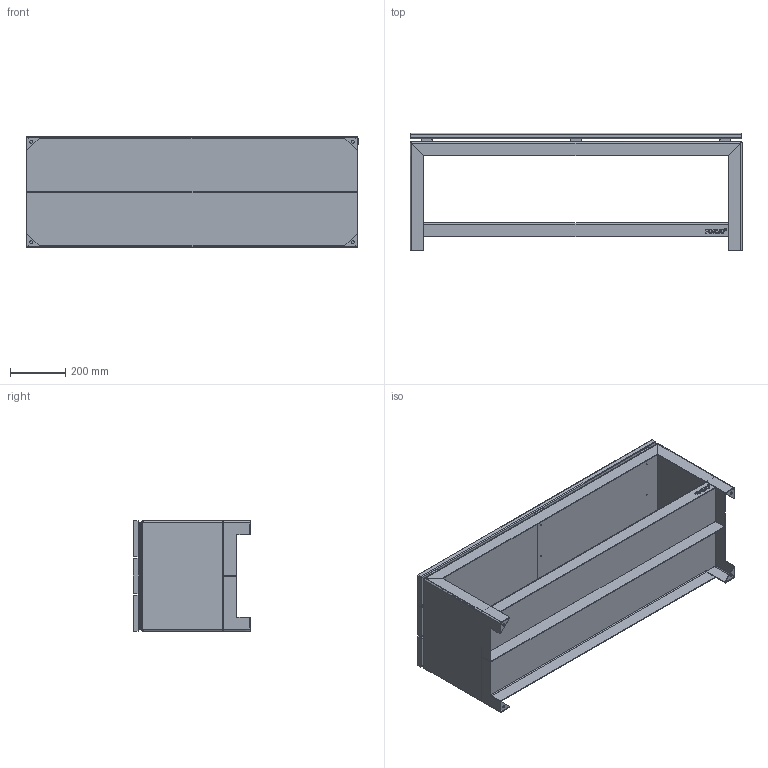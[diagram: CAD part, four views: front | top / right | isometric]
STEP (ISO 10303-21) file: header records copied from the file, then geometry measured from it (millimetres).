
FILE_DESCRIPTION (( 'STEP AP203' ), '1' );
FILE_NAME ('BHS2.2H_BHG2.2H.STEP', '2022-03-23T11:27:17', ( '' ), ( '' ), 'SwSTEP 2.0', 'SolidWorks 2021', '' );
FILE_SCHEMA (( 'CONFIG_CONTROL_DESIGN' ));
Length unit declared in the file: millimetre
Products named in the file (11): bottomplate BHS2.2H-BHG2.2H; BHS2.2H & BHG2.2H-base.; strip bottomplate BHS2.2H-BHG2.2H; reinforcement leg BHS2.2H-BHG2.2H; BHS2.2H & BHG2.2H-Wood; BHS2.2H & BHG2.2H; wooden couple beam; side BHS2.2H-BHG2.2H; topplate BHS2.2H-BHG2.2H; wooden beam; BHS2.2H_BHG2.2H
Assembly tree (18 placements, depth 4):
  BHS2.2H_BHG2.2H
    BHS2.2H & BHG2.2H
      BHS2.2H & BHG2.2H-Wood
        wooden beam  x3
        wooden couple beam  x3
      BHS2.2H & BHG2.2H-base.
        side BHS2.2H-BHG2.2H  x2
        bottomplate BHS2.2H-BHG2.2H
        strip bottomplate BHS2.2H-BHG2.2H
        topplate BHS2.2H-BHG2.2H
        reinforcement leg BHS2.2H-BHG2.2H  x4
Bounding box: 1200 x 424 x 400 mm (x, y, z)
Volume: 14485882.1 mm3; surface area: 4362116.5 mm2
Topology: 15 solids, 15 shells, 343 faces, 875 edges, 562 vertices
Faces by surface type: plane 202, cylinder 80, bspline 61
Entity records: 10862 total; most frequent: CARTESIAN_POINT 3857, ORIENTED_EDGE 1254, DIRECTION 989, EDGE_CURVE 627, VECTOR 405, LINE 405, VERTEX_POINT 402, AXIS2_PLACEMENT_3D 292
